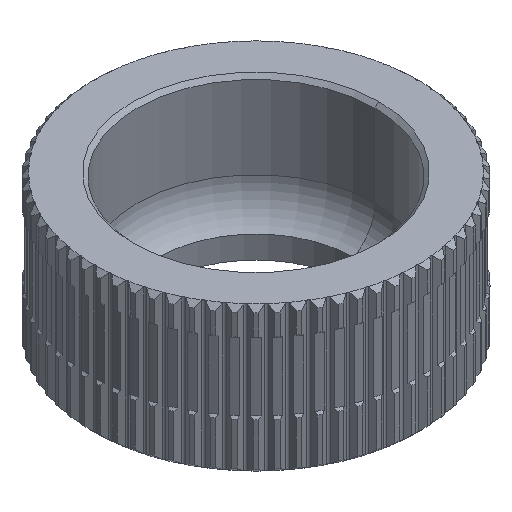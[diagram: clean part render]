
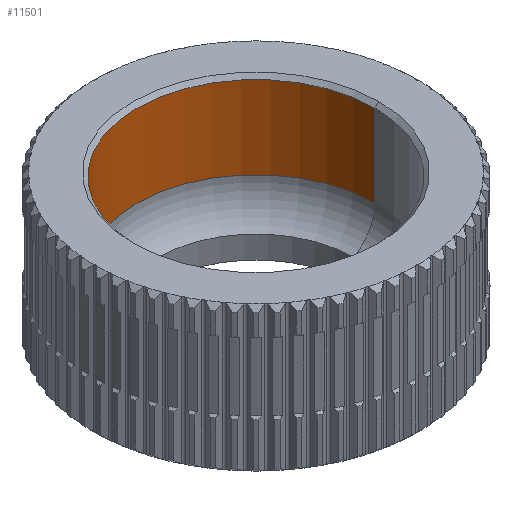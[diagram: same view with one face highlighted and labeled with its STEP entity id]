
A CAD part, isometric view. The second image highlights one B-rep face of the part: STEP entity #11501.
In plain terms, the highlighted cylindrical face has radius 7.925 mm (diameter 15.85 mm), a partial arc.
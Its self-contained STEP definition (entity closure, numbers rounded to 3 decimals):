
#26 = DIRECTION ( 'NONE',  ( 0., 0., 1. ) ) ;
#1189 = CARTESIAN_POINT ( 'NONE',  ( 7.925, 0., -9.652 ) ) ;
#1634 = EDGE_LOOP ( 'NONE', ( #2590, #14365, #12642, #20569 ) ) ;
#2330 = DIRECTION ( 'NONE',  ( 0., 0., 1. ) ) ;
#2402 = AXIS2_PLACEMENT_3D ( 'NONE', #14607, #10854, #12789 ) ;
#2590 = ORIENTED_EDGE ( 'NONE', *, *, #6558, .F. ) ;
#2749 = AXIS2_PLACEMENT_3D ( 'NONE', #13849, #2330, #15764 ) ;
#3109 = DIRECTION ( 'NONE',  ( 0., 0., 1. ) ) ;
#3513 = VERTEX_POINT ( 'NONE', #14534 ) ;
#3757 = CARTESIAN_POINT ( 'NONE',  ( -7.925, 0., -9.652 ) ) ;
#6471 = CARTESIAN_POINT ( 'NONE',  ( -7.925, 0., -5.742 ) ) ;
#6558 = EDGE_CURVE ( 'NONE', #11100, #19672, #22858, .T. ) ;
#7922 = CARTESIAN_POINT ( 'NONE',  ( -7.925, 0., -0.254 ) ) ;
#8663 = CARTESIAN_POINT ( 'NONE',  ( 0., 0., -0.254 ) ) ;
#8768 = VERTEX_POINT ( 'NONE', #23160 ) ;
#9391 = EDGE_CURVE ( 'NONE', #8768, #11100, #24570, .T. ) ;
#10618 = DIRECTION ( 'NONE',  ( 1., 0., 0. ) ) ;
#10854 = DIRECTION ( 'NONE',  ( 0., 0., 1. ) ) ;
#11100 = VERTEX_POINT ( 'NONE', #6471 ) ;
#11501 = ADVANCED_FACE ( 'NONE', ( #24424 ), #18747, .F. ) ;
#12642 = ORIENTED_EDGE ( 'NONE', *, *, #20928, .T. ) ;
#12670 = VECTOR ( 'NONE', #26, 1000. ) ;
#12789 = DIRECTION ( 'NONE',  ( 1., 0., 0. ) ) ;
#13849 = CARTESIAN_POINT ( 'NONE',  ( 0., 0., -5.742 ) ) ;
#14365 = ORIENTED_EDGE ( 'NONE', *, *, #9391, .F. ) ;
#14534 = CARTESIAN_POINT ( 'NONE',  ( 7.925, 0., -0.254 ) ) ;
#14607 = CARTESIAN_POINT ( 'NONE',  ( 0., 0., -9.652 ) ) ;
#15764 = DIRECTION ( 'NONE',  ( 1., 0., 0. ) ) ;
#16872 = LINE ( 'NONE', #1189, #17490 ) ;
#17440 = CIRCLE ( 'NONE', #22497, 7.925 ) ;
#17490 = VECTOR ( 'NONE', #3109, 1000. ) ;
#18747 = CYLINDRICAL_SURFACE ( 'NONE', #2402, 7.925 ) ;
#19672 = VERTEX_POINT ( 'NONE', #7922 ) ;
#20569 = ORIENTED_EDGE ( 'NONE', *, *, #24598, .T. ) ;
#20928 = EDGE_CURVE ( 'NONE', #8768, #3513, #16872, .T. ) ;
#22054 = DIRECTION ( 'NONE',  ( 0., 0., 1. ) ) ;
#22497 = AXIS2_PLACEMENT_3D ( 'NONE', #8663, #22054, #10618 ) ;
#22858 = LINE ( 'NONE', #3757, #12670 ) ;
#23160 = CARTESIAN_POINT ( 'NONE',  ( 7.925, 0., -5.742 ) ) ;
#24424 = FACE_OUTER_BOUND ( 'NONE', #1634, .T. ) ;
#24570 = CIRCLE ( 'NONE', #2749, 7.925 ) ;
#24598 = EDGE_CURVE ( 'NONE', #3513, #19672, #17440, .T. ) ;
